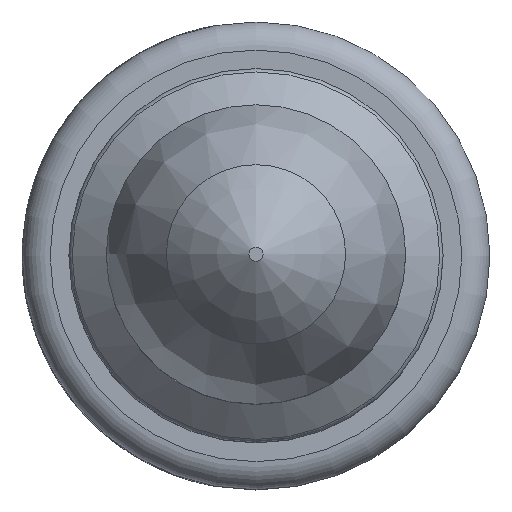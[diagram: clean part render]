
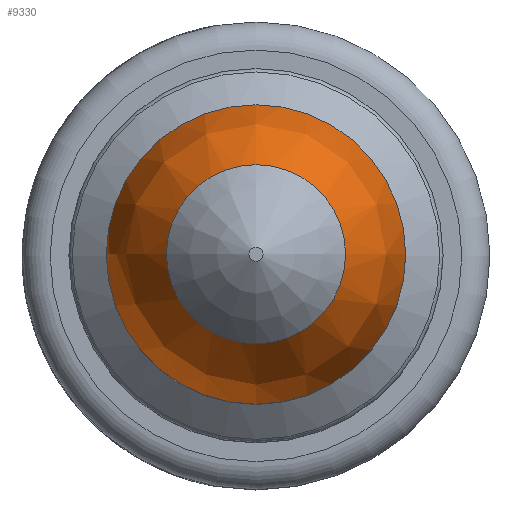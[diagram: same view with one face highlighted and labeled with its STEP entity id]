
A CAD part, top view. The second image highlights one B-rep face of the part: STEP entity #9330.
In plain terms, the highlighted free-form (B-spline) face has degree [3, 3] with [6, 19] control points.
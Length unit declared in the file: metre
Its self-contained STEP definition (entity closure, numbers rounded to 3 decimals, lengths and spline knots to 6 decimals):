
#4809=ORIENTED_EDGE('',*,*,#6193,.T.);
#4810=ORIENTED_EDGE('',*,*,#6194,.F.);
#6193=EDGE_CURVE('',#7125,#7125,#7365,.T.);
#6194=EDGE_CURVE('',#7126,#7126,#7366,.T.);
#7125=VERTEX_POINT('',#17963);
#7126=VERTEX_POINT('',#18079);
#7365=CIRCLE('',#9986,0.009573);
#7366=CIRCLE('',#9987,0.016);
#7968=EDGE_LOOP('',(#4809));
#7969=EDGE_LOOP('',(#4810));
#8577=FACE_BOUND('',#7968,.T.);
#8578=FACE_BOUND('',#7969,.T.);
#8812=B_SPLINE_SURFACE_WITH_KNOTS('',3,3,((#17964,#17965,#17966,#17967,
#17968,#17969,#17970,#17971,#17972,#17973,#17974,#17975,#17976,#17977,#17978,
#17979,#17980,#17981,#17982),(#17983,#17984,#17985,#17986,#17987,#17988,
#17989,#17990,#17991,#17992,#17993,#17994,#17995,#17996,#17997,#17998,#17999,
#18000,#18001),(#18002,#18003,#18004,#18005,#18006,#18007,#18008,#18009,
#18010,#18011,#18012,#18013,#18014,#18015,#18016,#18017,#18018,#18019,#18020),
(#18021,#18022,#18023,#18024,#18025,#18026,#18027,#18028,#18029,#18030,
#18031,#18032,#18033,#18034,#18035,#18036,#18037,#18038,#18039),(#18040,
#18041,#18042,#18043,#18044,#18045,#18046,#18047,#18048,#18049,#18050,#18051,
#18052,#18053,#18054,#18055,#18056,#18057,#18058),(#18059,#18060,#18061,
#18062,#18063,#18064,#18065,#18066,#18067,#18068,#18069,#18070,#18071,#18072,
#18073,#18074,#18075,#18076,#18077)),.UNSPECIFIED.,.F.,.T.,.F.,(4,1,1,4),
(1,1,1,1,1,1,1,1,1,1,1,1,1,1,1,1,1,1,1,1,1,1,1),(0.,0.302777,0.428934,
0.605553),(-1.178097,-0.785398,-0.392699,
0.,0.392699,0.785398,1.178097,1.570796,
1.963495,2.356194,2.748894,3.141593,3.534292,
3.926991,4.31969,4.712389,5.105088,5.497787,
5.890486,6.283185,6.675884,7.068583,7.461283),
 .UNSPECIFIED.);
#9330=ADVANCED_FACE('',(#8577,#8578),#8812,.T.);
#9986=AXIS2_PLACEMENT_3D('',#17962,#11756,#11757);
#9987=AXIS2_PLACEMENT_3D('',#18078,#11758,#11759);
#11756=DIRECTION('',(0.,0.,-1.));
#11757=DIRECTION('',(-1.,0.,0.));
#11758=DIRECTION('',(0.,0.,-1.));
#11759=DIRECTION('',(-1.,0.,0.));
#17962=CARTESIAN_POINT('',(0.,0.,0.1125));
#17963=CARTESIAN_POINT('',(-0.009573,0.,0.1125));
#17964=CARTESIAN_POINT('',(-0.015167,-0.006282,0.098));
#17965=CARTESIAN_POINT('',(-0.016417,0.,0.098));
#17966=CARTESIAN_POINT('',(-0.015167,0.006282,0.098));
#17967=CARTESIAN_POINT('',(-0.011608,0.011608,0.098));
#17968=CARTESIAN_POINT('',(-0.006282,0.015167,0.098));
#17969=CARTESIAN_POINT('',(0.,0.016417,0.098));
#17970=CARTESIAN_POINT('',(0.006282,0.015167,0.098));
#17971=CARTESIAN_POINT('',(0.011608,0.011608,0.098));
#17972=CARTESIAN_POINT('',(0.015167,0.006282,0.098));
#17973=CARTESIAN_POINT('',(0.016417,0.,0.098));
#17974=CARTESIAN_POINT('',(0.015167,-0.006282,0.098));
#17975=CARTESIAN_POINT('',(0.011608,-0.011608,0.098));
#17976=CARTESIAN_POINT('',(0.006282,-0.015167,0.098));
#17977=CARTESIAN_POINT('',(0.,-0.016417,0.098));
#17978=CARTESIAN_POINT('',(-0.006282,-0.015167,0.098));
#17979=CARTESIAN_POINT('',(-0.011608,-0.011608,0.098));
#17980=CARTESIAN_POINT('',(-0.015167,-0.006282,0.098));
#17981=CARTESIAN_POINT('',(-0.016417,0.,0.098));
#17982=CARTESIAN_POINT('',(-0.015167,0.006282,0.098));
#17983=CARTESIAN_POINT('',(-0.015018,-0.006221,0.101032));
#17984=CARTESIAN_POINT('',(-0.016256,0.,0.101032));
#17985=CARTESIAN_POINT('',(-0.015018,0.006221,0.101032));
#17986=CARTESIAN_POINT('',(-0.011495,0.011495,0.101032));
#17987=CARTESIAN_POINT('',(-0.006221,0.015018,0.101032));
#17988=CARTESIAN_POINT('',(0.,0.016256,0.101032));
#17989=CARTESIAN_POINT('',(0.006221,0.015018,0.101032));
#17990=CARTESIAN_POINT('',(0.011495,0.011495,0.101032));
#17991=CARTESIAN_POINT('',(0.015018,0.006221,0.101032));
#17992=CARTESIAN_POINT('',(0.016256,0.,0.101032));
#17993=CARTESIAN_POINT('',(0.015018,-0.006221,0.101032));
#17994=CARTESIAN_POINT('',(0.011495,-0.011495,0.101032));
#17995=CARTESIAN_POINT('',(0.006221,-0.015018,0.101032));
#17996=CARTESIAN_POINT('',(0.,-0.016256,0.101032));
#17997=CARTESIAN_POINT('',(-0.006221,-0.015018,0.101032));
#17998=CARTESIAN_POINT('',(-0.011495,-0.011495,0.101032));
#17999=CARTESIAN_POINT('',(-0.015018,-0.006221,0.101032));
#18000=CARTESIAN_POINT('',(-0.016256,0.,0.101032));
#18001=CARTESIAN_POINT('',(-0.015018,0.006221,0.101032));
#18002=CARTESIAN_POINT('',(-0.01398,-0.005791,0.10452));
#18003=CARTESIAN_POINT('',(-0.015132,0.,0.10452));
#18004=CARTESIAN_POINT('',(-0.01398,0.005791,0.10452));
#18005=CARTESIAN_POINT('',(-0.0107,0.0107,0.10452));
#18006=CARTESIAN_POINT('',(-0.005791,0.01398,0.10452));
#18007=CARTESIAN_POINT('',(0.,0.015132,0.10452));
#18008=CARTESIAN_POINT('',(0.005791,0.01398,0.10452));
#18009=CARTESIAN_POINT('',(0.0107,0.0107,0.10452));
#18010=CARTESIAN_POINT('',(0.01398,0.005791,0.10452));
#18011=CARTESIAN_POINT('',(0.015132,0.,0.10452));
#18012=CARTESIAN_POINT('',(0.01398,-0.005791,0.10452));
#18013=CARTESIAN_POINT('',(0.0107,-0.0107,0.10452));
#18014=CARTESIAN_POINT('',(0.005791,-0.01398,0.10452));
#18015=CARTESIAN_POINT('',(0.,-0.015132,0.10452));
#18016=CARTESIAN_POINT('',(-0.005791,-0.01398,0.10452));
#18017=CARTESIAN_POINT('',(-0.0107,-0.0107,0.10452));
#18018=CARTESIAN_POINT('',(-0.01398,-0.005791,0.10452));
#18019=CARTESIAN_POINT('',(-0.015132,0.,0.10452));
#18020=CARTESIAN_POINT('',(-0.01398,0.005791,0.10452));
#18021=CARTESIAN_POINT('',(-0.011505,-0.004766,0.108953));
#18022=CARTESIAN_POINT('',(-0.012453,0.,0.108953));
#18023=CARTESIAN_POINT('',(-0.011505,0.004766,0.108953));
#18024=CARTESIAN_POINT('',(-0.008806,0.008806,0.108953));
#18025=CARTESIAN_POINT('',(-0.004766,0.011505,0.108953));
#18026=CARTESIAN_POINT('',(0.,0.012453,0.108953));
#18027=CARTESIAN_POINT('',(0.004766,0.011505,0.108953));
#18028=CARTESIAN_POINT('',(0.008806,0.008806,0.108953));
#18029=CARTESIAN_POINT('',(0.011505,0.004766,0.108953));
#18030=CARTESIAN_POINT('',(0.012453,0.,0.108953));
#18031=CARTESIAN_POINT('',(0.011505,-0.004766,0.108953));
#18032=CARTESIAN_POINT('',(0.008806,-0.008806,0.108953));
#18033=CARTESIAN_POINT('',(0.004766,-0.011505,0.108953));
#18034=CARTESIAN_POINT('',(0.,-0.012453,0.108953));
#18035=CARTESIAN_POINT('',(-0.004766,-0.011505,0.108953));
#18036=CARTESIAN_POINT('',(-0.008806,-0.008806,0.108953));
#18037=CARTESIAN_POINT('',(-0.011505,-0.004766,0.108953));
#18038=CARTESIAN_POINT('',(-0.012453,0.,0.108953));
#18039=CARTESIAN_POINT('',(-0.011505,0.004766,0.108953));
#18040=CARTESIAN_POINT('',(-0.010028,-0.004154,0.111198));
#18041=CARTESIAN_POINT('',(-0.010854,0.,0.111198));
#18042=CARTESIAN_POINT('',(-0.010028,0.004154,0.111198));
#18043=CARTESIAN_POINT('',(-0.007675,0.007675,0.111198));
#18044=CARTESIAN_POINT('',(-0.004154,0.010028,0.111198));
#18045=CARTESIAN_POINT('',(0.,0.010854,0.111198));
#18046=CARTESIAN_POINT('',(0.004154,0.010028,0.111198));
#18047=CARTESIAN_POINT('',(0.007675,0.007675,0.111198));
#18048=CARTESIAN_POINT('',(0.010028,0.004154,0.111198));
#18049=CARTESIAN_POINT('',(0.010854,0.,0.111198));
#18050=CARTESIAN_POINT('',(0.010028,-0.004154,0.111198));
#18051=CARTESIAN_POINT('',(0.007675,-0.007675,0.111198));
#18052=CARTESIAN_POINT('',(0.004154,-0.010028,0.111198));
#18053=CARTESIAN_POINT('',(0.,-0.010854,0.111198));
#18054=CARTESIAN_POINT('',(-0.004154,-0.010028,0.111198));
#18055=CARTESIAN_POINT('',(-0.007675,-0.007675,0.111198));
#18056=CARTESIAN_POINT('',(-0.010028,-0.004154,0.111198));
#18057=CARTESIAN_POINT('',(-0.010854,0.,0.111198));
#18058=CARTESIAN_POINT('',(-0.010028,0.004154,0.111198));
#18059=CARTESIAN_POINT('',(-0.009075,-0.003759,0.1125));
#18060=CARTESIAN_POINT('',(-0.009822,0.,0.1125));
#18061=CARTESIAN_POINT('',(-0.009075,0.003759,0.1125));
#18062=CARTESIAN_POINT('',(-0.006945,0.006945,0.1125));
#18063=CARTESIAN_POINT('',(-0.003759,0.009075,0.1125));
#18064=CARTESIAN_POINT('',(0.,0.009822,0.1125));
#18065=CARTESIAN_POINT('',(0.003759,0.009075,0.1125));
#18066=CARTESIAN_POINT('',(0.006945,0.006945,0.1125));
#18067=CARTESIAN_POINT('',(0.009075,0.003759,0.1125));
#18068=CARTESIAN_POINT('',(0.009822,0.,0.1125));
#18069=CARTESIAN_POINT('',(0.009075,-0.003759,0.1125));
#18070=CARTESIAN_POINT('',(0.006945,-0.006945,0.1125));
#18071=CARTESIAN_POINT('',(0.003759,-0.009075,0.1125));
#18072=CARTESIAN_POINT('',(0.,-0.009822,0.1125));
#18073=CARTESIAN_POINT('',(-0.003759,-0.009075,0.1125));
#18074=CARTESIAN_POINT('',(-0.006945,-0.006945,0.1125));
#18075=CARTESIAN_POINT('',(-0.009075,-0.003759,0.1125));
#18076=CARTESIAN_POINT('',(-0.009822,0.,0.1125));
#18077=CARTESIAN_POINT('',(-0.009075,0.003759,0.1125));
#18078=CARTESIAN_POINT('',(0.,0.,0.098));
#18079=CARTESIAN_POINT('',(-0.016,0.,0.098));
